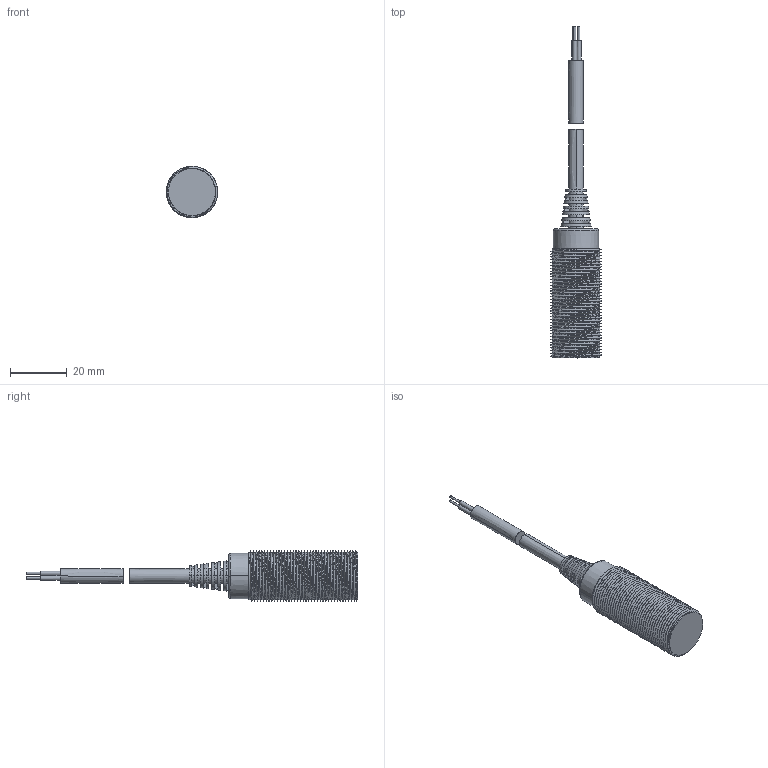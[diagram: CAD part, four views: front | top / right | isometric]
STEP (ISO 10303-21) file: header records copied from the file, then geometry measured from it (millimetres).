
FILE_DESCRIPTION( ('This file contains a STEP AP42 implementation' ,'as created by ZW3D STEP Interface translator.') ,'2;1' );
FILE_NAME( 'OCN1-1808X-X3SX.stp' ,'23 815.144558', (''), ('ZWCAD Software Co.'), 'Version 1.0', 'ZW3D to STEP translator', '' );
FILE_SCHEMA(('AUTOMOTIVE_DESIGN'));
Length unit declared in the file: millimetre
Products named in the file (2): 0; OCN1-1808X-X3L2
Bounding box: 18 x 116.72 x 18 mm (x, y, z)
Volume: 11606.9 mm3; surface area: 6120.2 mm2
Topology: 2 solids, 2 shells, 167 faces, 419 edges, 281 vertices
Faces by surface type: bspline 167
Entity records: 10249 total; most frequent: CARTESIAN_POINT 7631, ORIENTED_EDGE 834, EDGE_CURVE 417, VERTEX_POINT 279, B_SPLINE_CURVE_WITH_KNOTS 209, EDGE_LOOP 192, FACE_OUTER_BOUND 167, ADVANCED_FACE 167
